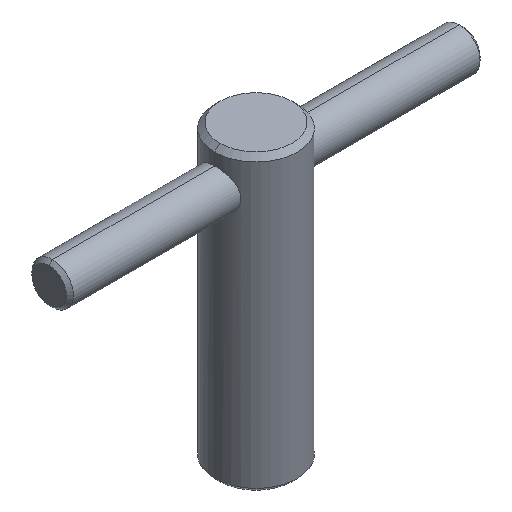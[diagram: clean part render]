
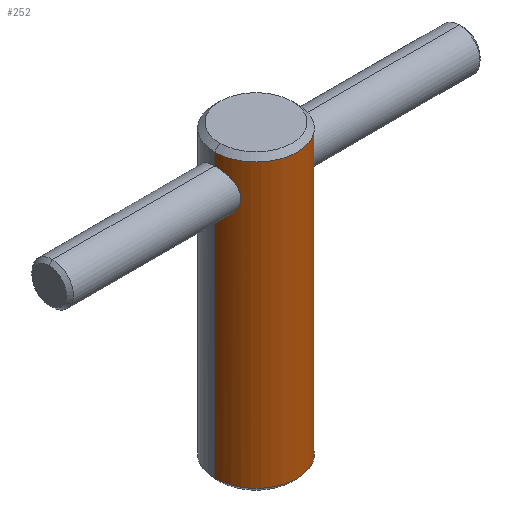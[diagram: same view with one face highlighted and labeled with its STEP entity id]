
A CAD part, isometric view. The second image highlights one B-rep face of the part: STEP entity #252.
In plain terms, the highlighted cylindrical face has radius 12 mm (diameter 24 mm), a partial arc.
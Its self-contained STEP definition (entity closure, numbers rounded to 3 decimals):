
#134=EDGE_CURVE('',#186,#280,#361,.T.);
#150=VERTEX_POINT('',#379);
#178=VERTEX_POINT('',#410);
#182=EDGE_CURVE('',#178,#276,#414,.T.);
#184=EDGE_CURVE('',#246,#178,#416,.T.);
#186=VERTEX_POINT('',#418);
#192=EDGE_CURVE('',#204,#282,#424,.T.);
#200=VERTEX_POINT('',#432);
#202=EDGE_CURVE('',#186,#276,#434,.T.);
#204=VERTEX_POINT('',#436);
#240=VERTEX_POINT('',#477);
#242=EDGE_CURVE('',#150,#204,#479,.T.);
#246=VERTEX_POINT('',#484);
#252=ADVANCED_FACE('',(#490),#491,.T.);
#256=EDGE_CURVE('',#200,#280,#496,.T.);
#272=EDGE_CURVE('',#200,#240,#513,.T.);
#276=VERTEX_POINT('',#517);
#280=VERTEX_POINT('',#521);
#282=VERTEX_POINT('',#523);
#314=EDGE_CURVE('',#240,#282,#558,.T.);
#316=EDGE_CURVE('',#246,#150,#560,.T.);
#361=CIRCLE('',#603,12.0);
#379=CARTESIAN_POINT('',(12.,0.,1.5));
#410=CARTESIAN_POINT('',(10.392,-6.,74.));
#414=B_SPLINE_CURVE_WITH_KNOTS('',3,(#702,#703,#704,#705,#706,#707,#708,#709,#710,#711,#712,#713,#714,#715,#716,#717,#718,#719),.UNSPECIFIED.,.F.,.F.,(4,2,2,2,2,2,2,2,4),(0.0,1.155,2.309,3.464,4.619,5.771,6.922,8.074,9.225),.UNSPECIFIED.);
#416=B_SPLINE_CURVE_WITH_KNOTS('',3,(#722,#723,#724,#725,#726,#727,#728,#729,#730,#731,#732,#733,#734,#735,#736,#737,#738,#739),.UNSPECIFIED.,.F.,.F.,(4,2,2,2,2,2,2,2,4),(27.676,28.828,29.979,31.131,32.283,33.437,34.592,35.747,36.901),.UNSPECIFIED.);
#418=CARTESIAN_POINT('',(12.,0.,83.5));
#424=LINE('',#750,#751);
#432=CARTESIAN_POINT('',(-12.0,0.,80.0));
#434=LINE('',#765,#766);
#436=CARTESIAN_POINT('',(-12.0,0.,1.5));
#477=CARTESIAN_POINT('',(-10.392,-6.,74.));
#479=CIRCLE('',#824,12.0);
#484=CARTESIAN_POINT('',(12.,0.,68.));
#490=FACE_OUTER_BOUND('',#838,.T.);
#491=CYLINDRICAL_SURFACE('',#839,12.0);
#496=LINE('',#845,#846);
#513=B_SPLINE_CURVE_WITH_KNOTS('',3,(#868,#869,#870,#871,#872,#873,#874,#875,#876,#877,#878,#879,#880,#881,#882,#883,#884,#885),.UNSPECIFIED.,.F.,.F.,(4,2,2,2,2,2,2,2,4),(27.676,28.828,29.979,31.131,32.283,33.437,34.592,35.747,36.901),.UNSPECIFIED.);
#517=CARTESIAN_POINT('',(12.,0.,80.0));
#521=CARTESIAN_POINT('',(-12.0,0.,83.5));
#523=CARTESIAN_POINT('',(-12.0,0.,68.));
#558=B_SPLINE_CURVE_WITH_KNOTS('',3,(#978,#979,#980,#981,#982,#983,#984,#985,#986,#987,#988,#989,#990,#991,#992,#993,#994,#995),.UNSPECIFIED.,.F.,.F.,(4,2,2,2,2,2,2,2,4),(0.0,1.155,2.309,3.464,4.619,5.771,6.922,8.074,9.225),.UNSPECIFIED.);
#560=LINE('',#998,#999);
#603=AXIS2_PLACEMENT_3D('',#1046,#1047,#1048);
#702=CARTESIAN_POINT('',(10.392,-6.,74.));
#703=CARTESIAN_POINT('',(10.392,-6.,74.385));
#704=CARTESIAN_POINT('',(10.414,-5.962,74.78));
#705=CARTESIAN_POINT('',(10.502,-5.807,75.561));
#706=CARTESIAN_POINT('',(10.567,-5.689,75.947));
#707=CARTESIAN_POINT('',(10.727,-5.381,76.683));
#708=CARTESIAN_POINT('',(10.822,-5.191,77.035));
#709=CARTESIAN_POINT('',(11.021,-4.753,77.683));
#710=CARTESIAN_POINT('',(11.126,-4.506,77.98));
#711=CARTESIAN_POINT('',(11.324,-3.98,78.505));
#712=CARTESIAN_POINT('',(11.426,-3.684,78.752));
#713=CARTESIAN_POINT('',(11.615,-3.035,79.19));
#714=CARTESIAN_POINT('',(11.702,-2.684,79.381));
#715=CARTESIAN_POINT('',(11.847,-1.946,79.69));
#716=CARTESIAN_POINT('',(11.905,-1.56,79.807));
#717=CARTESIAN_POINT('',(11.981,-0.779,79.963));
#718=CARTESIAN_POINT('',(12.,-0.384,80.));
#719=CARTESIAN_POINT('',(12.,0.,80.0));
#722=CARTESIAN_POINT('',(12.,0.,68.));
#723=CARTESIAN_POINT('',(12.,-0.384,68.));
#724=CARTESIAN_POINT('',(11.981,-0.779,68.037));
#725=CARTESIAN_POINT('',(11.905,-1.56,68.193));
#726=CARTESIAN_POINT('',(11.847,-1.946,68.31));
#727=CARTESIAN_POINT('',(11.702,-2.684,68.619));
#728=CARTESIAN_POINT('',(11.615,-3.035,68.81));
#729=CARTESIAN_POINT('',(11.426,-3.684,69.248));
#730=CARTESIAN_POINT('',(11.324,-3.98,69.495));
#731=CARTESIAN_POINT('',(11.126,-4.506,70.02));
#732=CARTESIAN_POINT('',(11.021,-4.753,70.317));
#733=CARTESIAN_POINT('',(10.822,-5.191,70.965));
#734=CARTESIAN_POINT('',(10.727,-5.381,71.317));
#735=CARTESIAN_POINT('',(10.567,-5.689,72.053));
#736=CARTESIAN_POINT('',(10.502,-5.807,72.439));
#737=CARTESIAN_POINT('',(10.414,-5.962,73.22));
#738=CARTESIAN_POINT('',(10.392,-6.,73.615));
#739=CARTESIAN_POINT('',(10.392,-6.,74.));
#750=CARTESIAN_POINT('',(-12.0,0.,42.5));
#751=VECTOR('',#1112,1.0);
#765=CARTESIAN_POINT('',(12.,0.,42.5));
#766=VECTOR('',#1117,1.0);
#824=AXIS2_PLACEMENT_3D('',#1167,#1168,#1169);
#838=EDGE_LOOP('',(#1183,#1184,#1185,#1186,#1187,#1188,#1189,#1190,#1191,#1192));
#839=AXIS2_PLACEMENT_3D('',#1193,#1194,#1195);
#845=CARTESIAN_POINT('',(-12.0,0.,42.5));
#846=VECTOR('',#1204,1.0);
#868=CARTESIAN_POINT('',(-12.0,0.,80.0));
#869=CARTESIAN_POINT('',(-12.,-0.384,80.));
#870=CARTESIAN_POINT('',(-11.981,-0.779,79.963));
#871=CARTESIAN_POINT('',(-11.905,-1.56,79.807));
#872=CARTESIAN_POINT('',(-11.847,-1.946,79.69));
#873=CARTESIAN_POINT('',(-11.702,-2.684,79.381));
#874=CARTESIAN_POINT('',(-11.615,-3.035,79.19));
#875=CARTESIAN_POINT('',(-11.426,-3.684,78.752));
#876=CARTESIAN_POINT('',(-11.324,-3.98,78.505));
#877=CARTESIAN_POINT('',(-11.126,-4.506,77.98));
#878=CARTESIAN_POINT('',(-11.021,-4.753,77.683));
#879=CARTESIAN_POINT('',(-10.822,-5.191,77.035));
#880=CARTESIAN_POINT('',(-10.727,-5.381,76.683));
#881=CARTESIAN_POINT('',(-10.567,-5.689,75.947));
#882=CARTESIAN_POINT('',(-10.502,-5.807,75.561));
#883=CARTESIAN_POINT('',(-10.414,-5.962,74.78));
#884=CARTESIAN_POINT('',(-10.392,-6.,74.385));
#885=CARTESIAN_POINT('',(-10.392,-6.,74.));
#978=CARTESIAN_POINT('',(-10.392,-6.,74.));
#979=CARTESIAN_POINT('',(-10.392,-6.,73.615));
#980=CARTESIAN_POINT('',(-10.414,-5.962,73.22));
#981=CARTESIAN_POINT('',(-10.502,-5.807,72.439));
#982=CARTESIAN_POINT('',(-10.567,-5.689,72.053));
#983=CARTESIAN_POINT('',(-10.727,-5.381,71.317));
#984=CARTESIAN_POINT('',(-10.822,-5.191,70.965));
#985=CARTESIAN_POINT('',(-11.021,-4.753,70.317));
#986=CARTESIAN_POINT('',(-11.126,-4.506,70.02));
#987=CARTESIAN_POINT('',(-11.324,-3.98,69.495));
#988=CARTESIAN_POINT('',(-11.426,-3.684,69.248));
#989=CARTESIAN_POINT('',(-11.615,-3.035,68.81));
#990=CARTESIAN_POINT('',(-11.702,-2.684,68.619));
#991=CARTESIAN_POINT('',(-11.847,-1.946,68.31));
#992=CARTESIAN_POINT('',(-11.905,-1.56,68.193));
#993=CARTESIAN_POINT('',(-11.981,-0.779,68.037));
#994=CARTESIAN_POINT('',(-12.,-0.384,68.));
#995=CARTESIAN_POINT('',(-12.0,0.,68.));
#998=CARTESIAN_POINT('',(12.,0.,42.5));
#999=VECTOR('',#1271,1.0);
#1046=CARTESIAN_POINT('',(0.,0.,83.5));
#1047=DIRECTION('',(0.0,0.0,-1.0));
#1048=DIRECTION('',(1.0,0.,0.0));
#1112=DIRECTION('',(-0.0,-0.0,1.0));
#1117=DIRECTION('',(0.0,0.0,-1.0));
#1167=CARTESIAN_POINT('',(0.,0.,1.5));
#1168=DIRECTION('',(0.0,0.0,-1.0));
#1169=DIRECTION('',(1.0,0.,0.0));
#1183=ORIENTED_EDGE('',*,*,#202,.F.);
#1184=ORIENTED_EDGE('',*,*,#134,.T.);
#1185=ORIENTED_EDGE('',*,*,#256,.F.);
#1186=ORIENTED_EDGE('',*,*,#272,.T.);
#1187=ORIENTED_EDGE('',*,*,#314,.T.);
#1188=ORIENTED_EDGE('',*,*,#192,.F.);
#1189=ORIENTED_EDGE('',*,*,#242,.F.);
#1190=ORIENTED_EDGE('',*,*,#316,.F.);
#1191=ORIENTED_EDGE('',*,*,#184,.T.);
#1192=ORIENTED_EDGE('',*,*,#182,.T.);
#1193=CARTESIAN_POINT('',(0.,0.,42.5));
#1194=DIRECTION('',(-0.0,-0.0,1.0));
#1195=DIRECTION('',(1.0,0.,0.0));
#1204=DIRECTION('',(-0.0,-0.0,1.0));
#1271=DIRECTION('',(0.0,0.0,-1.0));
